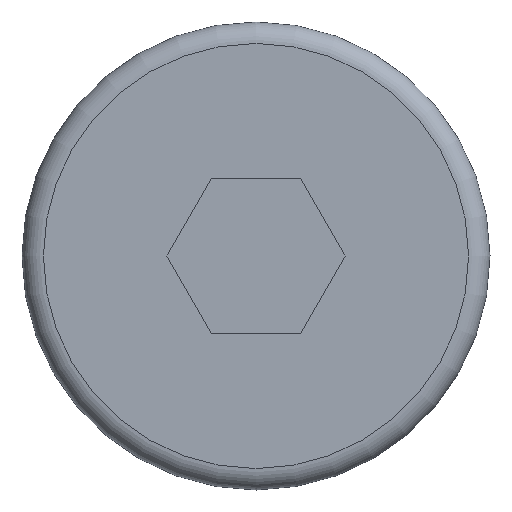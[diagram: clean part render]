
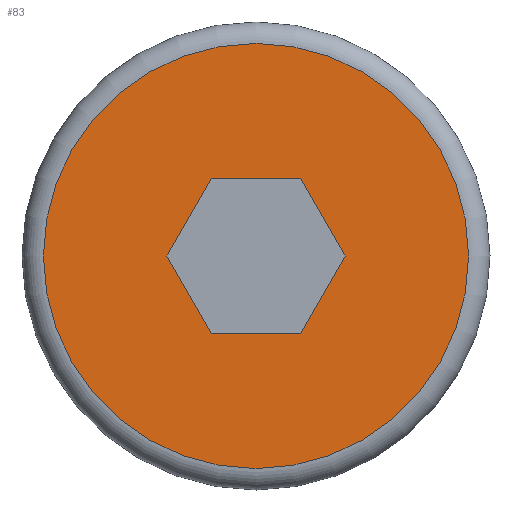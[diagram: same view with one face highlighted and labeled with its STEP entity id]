
A CAD part, left-side view. The second image highlights one B-rep face of the part: STEP entity #83.
In plain terms, the highlighted planar face has unit normal (-1, 0, 0).
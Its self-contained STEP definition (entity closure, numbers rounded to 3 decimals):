
#83 = ADVANCED_FACE( '', ( #172, #173 ), #174, .F. );
#172 = FACE_OUTER_BOUND( '', #255, .T. );
#173 = FACE_BOUND( '', #256, .T. );
#174 = PLANE( '', #257 );
#255 = EDGE_LOOP( '', ( #393 ) );
#256 = EDGE_LOOP( '', ( #394, #395, #396, #397, #398, #399 ) );
#257 = AXIS2_PLACEMENT_3D( '', #400, #401, #402 );
#393 = ORIENTED_EDGE( '', *, *, #438, .F. );
#394 = ORIENTED_EDGE( '', *, *, #442, .F. );
#395 = ORIENTED_EDGE( '', *, *, #422, .F. );
#396 = ORIENTED_EDGE( '', *, *, #453, .F. );
#397 = ORIENTED_EDGE( '', *, *, #432, .F. );
#398 = ORIENTED_EDGE( '', *, *, #415, .F. );
#399 = ORIENTED_EDGE( '', *, *, #448, .F. );
#400 = CARTESIAN_POINT( '', ( 0., 0., 0. ) );
#401 = DIRECTION( '', ( 1., 0., 0. ) );
#402 = DIRECTION( '', ( 0., 0., -1. ) );
#415 = EDGE_CURVE( '', #470, #471, #472, .T. );
#422 = EDGE_CURVE( '', #482, #483, #484, .T. );
#432 = EDGE_CURVE( '', #471, #499, #500, .T. );
#438 = EDGE_CURVE( '', #508, #508, #509, .T. );
#442 = EDGE_CURVE( '', #483, #514, #515, .T. );
#448 = EDGE_CURVE( '', #514, #470, #523, .T. );
#453 = EDGE_CURVE( '', #499, #482, #529, .T. );
#470 = VERTEX_POINT( '', #547 );
#471 = VERTEX_POINT( '', #548 );
#472 = LINE( '', #549, #550 );
#482 = VERTEX_POINT( '', #563 );
#483 = VERTEX_POINT( '', #564 );
#484 = LINE( '', #565, #566 );
#499 = VERTEX_POINT( '', #584 );
#500 = LINE( '', #585, #586 );
#508 = VERTEX_POINT( '', #596 );
#509 = CIRCLE( '', #597, 8.267 );
#514 = VERTEX_POINT( '', #602 );
#515 = LINE( '', #603, #604 );
#523 = LINE( '', #614, #615 );
#529 = LINE( '', #622, #623 );
#547 = CARTESIAN_POINT( '', ( 0., 3.464, 0. ) );
#548 = CARTESIAN_POINT( '', ( 0., 1.732, -3. ) );
#549 = CARTESIAN_POINT( '', ( 0., 2.598, -1.5 ) );
#550 = VECTOR( '', #642, 1000. );
#563 = CARTESIAN_POINT( '', ( 0., -3.464, 0. ) );
#564 = CARTESIAN_POINT( '', ( 0., -1.732, 3. ) );
#565 = CARTESIAN_POINT( '', ( 0., -2.598, 1.5 ) );
#566 = VECTOR( '', #649, 1000. );
#584 = CARTESIAN_POINT( '', ( 0., -1.732, -3. ) );
#585 = CARTESIAN_POINT( '', ( 0., 0., -3. ) );
#586 = VECTOR( '', #662, 1000. );
#596 = CARTESIAN_POINT( '', ( 0., 0., -8.267 ) );
#597 = AXIS2_PLACEMENT_3D( '', #668, #669, #670 );
#602 = CARTESIAN_POINT( '', ( 0., 1.732, 3. ) );
#603 = CARTESIAN_POINT( '', ( 0., 0., 3. ) );
#604 = VECTOR( '', #674, 1000. );
#614 = CARTESIAN_POINT( '', ( 0., 2.598, 1.5 ) );
#615 = VECTOR( '', #680, 1000. );
#622 = CARTESIAN_POINT( '', ( 0., -2.598, -1.5 ) );
#623 = VECTOR( '', #685, 1000. );
#642 = DIRECTION( '', ( 0., -0.5, -0.866 ) );
#649 = DIRECTION( '', ( 0., 0.5, 0.866 ) );
#662 = DIRECTION( '', ( 0., -1., 0. ) );
#668 = CARTESIAN_POINT( '', ( 0., 0., 0. ) );
#669 = DIRECTION( '', ( 1., 0., 0. ) );
#670 = DIRECTION( '', ( 0., 0., -1. ) );
#674 = DIRECTION( '', ( 0., 1., 0. ) );
#680 = DIRECTION( '', ( 0., 0.5, -0.866 ) );
#685 = DIRECTION( '', ( 0., -0.5, 0.866 ) );
